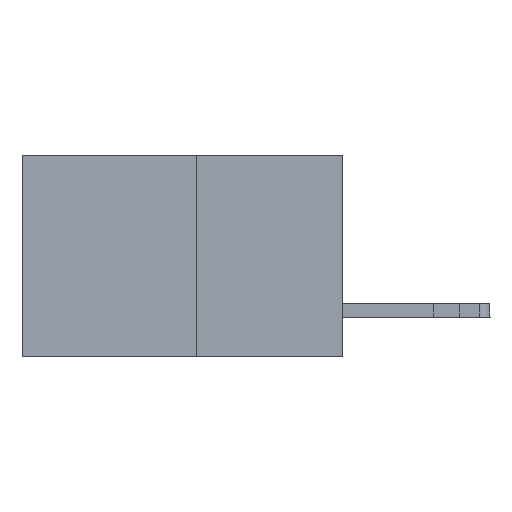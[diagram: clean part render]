
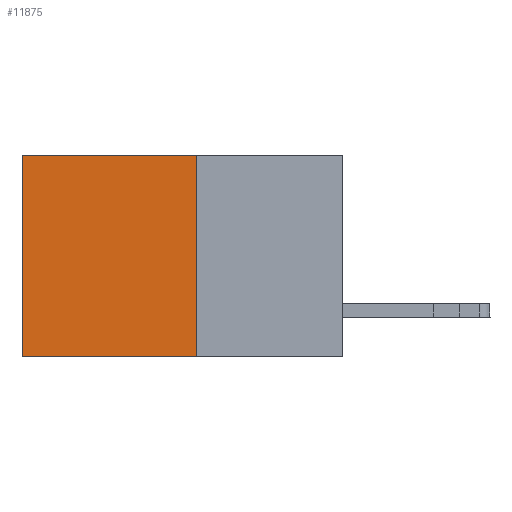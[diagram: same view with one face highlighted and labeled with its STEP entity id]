
A CAD part, left-side view. The second image highlights one B-rep face of the part: STEP entity #11875.
In plain terms, the highlighted planar face has unit normal (-1, 0, 0).
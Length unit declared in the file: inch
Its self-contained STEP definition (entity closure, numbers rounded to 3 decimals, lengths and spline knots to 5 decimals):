
#70 = VERTEX_POINT ( 'NONE', #9199 ) ;
#117 = DIRECTION ( 'NONE',  ( 0., 0., -1. ) ) ;
#308 = AXIS2_PLACEMENT_3D ( 'NONE', #5815, #2032, #8693 ) ;
#696 = DIRECTION ( 'NONE',  ( 0., 1., 0. ) ) ;
#1065 = LINE ( 'NONE', #7555, #7947 ) ;
#1395 = EDGE_CURVE ( 'NONE', #10018, #4388, #4429, .T. ) ;
#1497 = CARTESIAN_POINT ( 'NONE',  ( 0.277, 0.59, 0. ) ) ;
#1976 = ORIENTED_EDGE ( 'NONE', *, *, #12009, .F. ) ;
#2032 = DIRECTION ( 'NONE',  ( 1., 0., 0. ) ) ;
#2340 = LINE ( 'NONE', #8812, #6372 ) ;
#2559 = VECTOR ( 'NONE', #696, 39.37008 ) ;
#3925 = FACE_OUTER_BOUND ( 'NONE', #8778, .T. ) ;
#4388 = VERTEX_POINT ( 'NONE', #1497 ) ;
#4429 = LINE ( 'NONE', #8377, #2559 ) ;
#5792 = ORIENTED_EDGE ( 'NONE', *, *, #12367, .F. ) ;
#5815 = CARTESIAN_POINT ( 'NONE',  ( 0.277, 0.27, -0.37 ) ) ;
#6372 = VECTOR ( 'NONE', #117, 39.37008 ) ;
#7555 = CARTESIAN_POINT ( 'NONE',  ( 0.277, 0.59, -0.37 ) ) ;
#7683 = PLANE ( 'NONE',  #308 ) ;
#7947 = VECTOR ( 'NONE', #11419, 39.37008 ) ;
#8152 = CARTESIAN_POINT ( 'NONE',  ( 0.277, 0.27, 0. ) ) ;
#8377 = CARTESIAN_POINT ( 'NONE',  ( 0.277, 0.27, 0. ) ) ;
#8693 = DIRECTION ( 'NONE',  ( 0., 0., -1. ) ) ;
#8778 = EDGE_LOOP ( 'NONE', ( #10434, #1976, #5792, #8921 ) ) ;
#8812 = CARTESIAN_POINT ( 'NONE',  ( 0.277, 0.27, -0.37 ) ) ;
#8921 = ORIENTED_EDGE ( 'NONE', *, *, #1395, .T. ) ;
#9199 = CARTESIAN_POINT ( 'NONE',  ( 0.277, 0.59, -0.37 ) ) ;
#9916 = CARTESIAN_POINT ( 'NONE',  ( 0.277, 0.27, -0.37 ) ) ;
#9996 = CARTESIAN_POINT ( 'NONE',  ( 0.277, 0.27, -0.37 ) ) ;
#10018 = VERTEX_POINT ( 'NONE', #8152 ) ;
#10434 = ORIENTED_EDGE ( 'NONE', *, *, #10846, .T. ) ;
#10846 = EDGE_CURVE ( 'NONE', #4388, #70, #1065, .T. ) ;
#10865 = DIRECTION ( 'NONE',  ( 0., 1., 0. ) ) ;
#11200 = VECTOR ( 'NONE', #10865, 39.37008 ) ;
#11419 = DIRECTION ( 'NONE',  ( 0., 0., -1. ) ) ;
#11594 = VERTEX_POINT ( 'NONE', #9996 ) ;
#11875 = ADVANCED_FACE ( 'NONE', ( #3925 ), #7683, .F. ) ;
#11929 = LINE ( 'NONE', #9916, #11200 ) ;
#12009 = EDGE_CURVE ( 'NONE', #11594, #70, #11929, .T. ) ;
#12367 = EDGE_CURVE ( 'NONE', #10018, #11594, #2340, .T. ) ;
